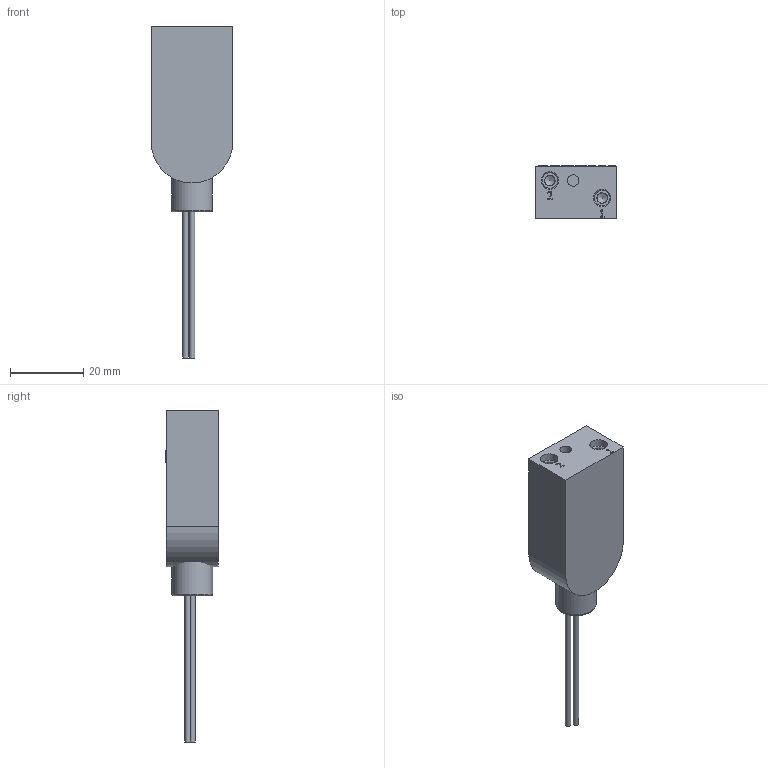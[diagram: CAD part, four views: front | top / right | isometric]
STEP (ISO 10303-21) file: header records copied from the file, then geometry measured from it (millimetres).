
FILE_DESCRIPTION(/* description */ (''),/* implementation_level */ '2;1');
FILE_NAME(/* name */ 'LPOM2F.stp',/* time_stamp */ '2015-10-06T08:45:09+02:00',/* author */ ('sh'),/* organization */ (''),/* preprocessor_version */ 'ST-DEVELOPER v15.2',/* originating_system */ 'Autodesk Inventor 2014',/* authorisation */ '');
FILE_SCHEMA (('AUTOMOTIVE_DESIGN { 1 0 10303 214 3 1 1 }'));
Length unit declared in the file: inch
Products named in the file (1): LPOM2F
Bounding box: 22.23 x 14.45 x 90.68 mm (x, y, z)
Volume: 13337.5 mm3; surface area: 7705.1 mm2
Topology: 8 solids, 8 shells, 301 faces, 774 edges, 501 vertices
Faces by surface type: plane 130, bspline 60, cylinder 53, torus 37, cone 21
Full cylindrical faces by diameter (mm): 1.524 x2, 2.134 x16, 2.819 x2, 2.896 x2, 3.175 x1, 3.912 x2, 3.962 x2, 4.013 x4, 4.75 x4, 4.762 x10, 4.826 x4, 8.001 x1, 9.601 x1, 11.1 x1
Entity records: 11533 total; most frequent: CARTESIAN_POINT 4921, ORIENTED_EDGE 1270, DIRECTION 1151, EDGE_CURVE 635, VERTEX_POINT 460, EDGE_LOOP 433, AXIS2_PLACEMENT_3D 426, ADVANCED_FACE 301
